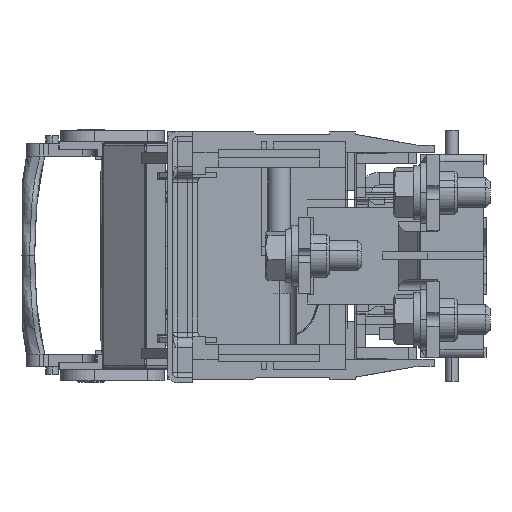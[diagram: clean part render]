
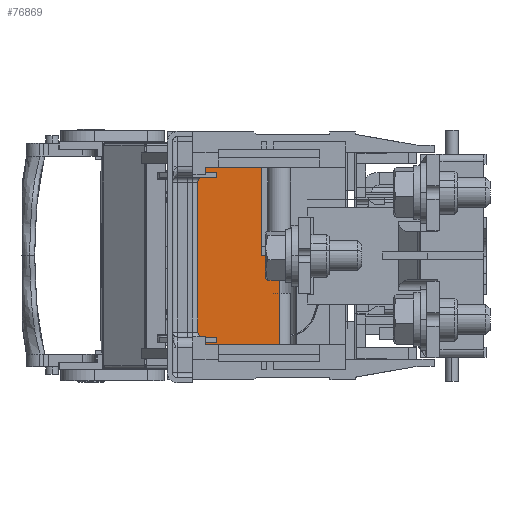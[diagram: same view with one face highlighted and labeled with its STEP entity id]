
A CAD part, left-side view. The second image highlights one B-rep face of the part: STEP entity #76869.
In plain terms, the highlighted planar face has unit normal (-1, 0, 0).
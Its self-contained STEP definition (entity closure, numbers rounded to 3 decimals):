
#10 = EDGE_CURVE ( 'NONE', #96631, #79847, #50192, .T. ) ;
#3732 = VERTEX_POINT ( 'NONE', #62740 ) ;
#5682 = CARTESIAN_POINT ( 'NONE',  ( 44.152, 94.55, -0.671 ) ) ;
#5717 = EDGE_CURVE ( 'NONE', #22247, #46756, #46065, .T. ) ;
#6099 = CARTESIAN_POINT ( 'NONE',  ( 44.152, 80.5, -4.671 ) ) ;
#6156 = ORIENTED_EDGE ( 'NONE', *, *, #51459, .F. ) ;
#6285 = DIRECTION ( 'NONE',  ( -1., 0., 0. ) ) ;
#8150 = EDGE_LOOP ( 'NONE', ( #63064, #30851, #66708, #27145, #33367, #79186, #6156, #21130, #23614, #27350, #54497, #60722, #78194, #38568 ) ) ;
#8492 = CARTESIAN_POINT ( 'NONE',  ( 44.152, 87.5, 81.329 ) ) ;
#9688 = VECTOR ( 'NONE', #10996, 1000. ) ;
#10996 = DIRECTION ( 'NONE',  ( 0., 0., -1. ) ) ;
#12068 = CARTESIAN_POINT ( 'NONE',  ( 44.152, 124.5, 81.329 ) ) ;
#12388 = DIRECTION ( 'NONE',  ( 0., -1., 0. ) ) ;
#15802 = CARTESIAN_POINT ( 'NONE',  ( 44.152, 87.5, 40.129 ) ) ;
#16813 = VERTEX_POINT ( 'NONE', #6099 ) ;
#17094 = EDGE_CURVE ( 'NONE', #22247, #64213, #30801, .T. ) ;
#17712 = CARTESIAN_POINT ( 'NONE',  ( 44.152, 54.5, -5.671 ) ) ;
#18158 = LINE ( 'NONE', #55407, #36742 ) ;
#18359 = VECTOR ( 'NONE', #38523, 1000. ) ;
#19269 = VECTOR ( 'NONE', #33358, 1000. ) ;
#20981 = CARTESIAN_POINT ( 'NONE',  ( 44.152, 91.8, -4.171 ) ) ;
#21130 = ORIENTED_EDGE ( 'NONE', *, *, #69655, .F. ) ;
#21661 = VERTEX_POINT ( 'NONE', #50329 ) ;
#22057 = CARTESIAN_POINT ( 'NONE',  ( 44.152, 124.436, -7.671 ) ) ;
#22247 = VERTEX_POINT ( 'NONE', #36787 ) ;
#22805 = CARTESIAN_POINT ( 'NONE',  ( 44.152, 124.5, -4.671 ) ) ;
#23614 = ORIENTED_EDGE ( 'NONE', *, *, #92479, .F. ) ;
#23699 = CARTESIAN_POINT ( 'NONE',  ( 44.152, 54.5, -0.671 ) ) ;
#25159 = VECTOR ( 'NONE', #46564, 1000. ) ;
#25416 = CARTESIAN_POINT ( 'NONE',  ( 44.152, 54.5, -0.671 ) ) ;
#25744 = CARTESIAN_POINT ( 'NONE',  ( 44.152, 94.55, -5.671 ) ) ;
#26256 = VERTEX_POINT ( 'NONE', #72166 ) ;
#27145 = ORIENTED_EDGE ( 'NONE', *, *, #17094, .T. ) ;
#27350 = ORIENTED_EDGE ( 'NONE', *, *, #83045, .T. ) ;
#28923 = DIRECTION ( 'NONE',  ( 0., 0., 1. ) ) ;
#29231 = VECTOR ( 'NONE', #12388, 1000. ) ;
#30801 = LINE ( 'NONE', #12068, #9688 ) ;
#30851 = ORIENTED_EDGE ( 'NONE', *, *, #91855, .F. ) ;
#32382 = DIRECTION ( 'NONE',  ( 0., 0., -1. ) ) ;
#33358 = DIRECTION ( 'NONE',  ( 0., 1., 0. ) ) ;
#33367 = ORIENTED_EDGE ( 'NONE', *, *, #79408, .T. ) ;
#36742 = VECTOR ( 'NONE', #63403, 1000. ) ;
#36787 = CARTESIAN_POINT ( 'NONE',  ( 44.152, 124.5, 81.329 ) ) ;
#37795 = PLANE ( 'NONE',  #98674 ) ;
#38523 = DIRECTION ( 'NONE',  ( 0., 0., 1. ) ) ;
#38568 = ORIENTED_EDGE ( 'NONE', *, *, #49918, .T. ) ;
#42728 = LINE ( 'NONE', #25416, #19269 ) ;
#43821 = LINE ( 'NONE', #59816, #78526 ) ;
#45923 = LINE ( 'NONE', #54182, #85631 ) ;
#46065 = LINE ( 'NONE', #82250, #85784 ) ;
#46455 = CARTESIAN_POINT ( 'NONE',  ( 44.152, 87.5, -8.673 ) ) ;
#46564 = DIRECTION ( 'NONE',  ( 0., -1., 0. ) ) ;
#46756 = VERTEX_POINT ( 'NONE', #77291 ) ;
#46885 = VECTOR ( 'NONE', #89085, 1000. ) ;
#47221 = VERTEX_POINT ( 'NONE', #52939 ) ;
#47275 = CARTESIAN_POINT ( 'NONE',  ( 44.152, 91.8, -0.671 ) ) ;
#49395 = LINE ( 'NONE', #20981, #89184 ) ;
#49918 = EDGE_CURVE ( 'NONE', #16813, #79847, #43821, .T. ) ;
#50192 = LINE ( 'NONE', #15802, #29231 ) ;
#50329 = CARTESIAN_POINT ( 'NONE',  ( 44.152, 124.436, -0.671 ) ) ;
#51459 = EDGE_CURVE ( 'NONE', #88974, #21661, #64668, .T. ) ;
#52255 = DIRECTION ( 'NONE',  ( 0., 0., 1. ) ) ;
#52939 = CARTESIAN_POINT ( 'NONE',  ( 44.152, 91.8, -5.671 ) ) ;
#53312 = CARTESIAN_POINT ( 'NONE',  ( 44.152, 54.5, -8.673 ) ) ;
#53876 = EDGE_CURVE ( 'NONE', #3732, #94693, #60392, .T. ) ;
#54182 = CARTESIAN_POINT ( 'NONE',  ( 44.152, 94.55, -4.171 ) ) ;
#54497 = ORIENTED_EDGE ( 'NONE', *, *, #100569, .F. ) ;
#55407 = CARTESIAN_POINT ( 'NONE',  ( 44.152, 87.5, -4.671 ) ) ;
#59816 = CARTESIAN_POINT ( 'NONE',  ( 44.152, 80.5, -8.673 ) ) ;
#60392 = LINE ( 'NONE', #46455, #18359 ) ;
#60722 = ORIENTED_EDGE ( 'NONE', *, *, #53876, .F. ) ;
#61598 = DIRECTION ( 'NONE',  ( 0., -1., 0. ) ) ;
#62740 = CARTESIAN_POINT ( 'NONE',  ( 44.152, 87.5, -4.671 ) ) ;
#63064 = ORIENTED_EDGE ( 'NONE', *, *, #10, .F. ) ;
#63403 = DIRECTION ( 'NONE',  ( 0., -1., 0. ) ) ;
#63677 = VECTOR ( 'NONE', #85416, 1000. ) ;
#64213 = VERTEX_POINT ( 'NONE', #22805 ) ;
#64668 = LINE ( 'NONE', #23699, #83300 ) ;
#66708 = ORIENTED_EDGE ( 'NONE', *, *, #5717, .F. ) ;
#66813 = VECTOR ( 'NONE', #32382, 1000. ) ;
#67173 = LINE ( 'NONE', #86108, #25159 ) ;
#69655 = EDGE_CURVE ( 'NONE', #98692, #88974, #45923, .T. ) ;
#71723 = EDGE_CURVE ( 'NONE', #3732, #16813, #67173, .T. ) ;
#72166 = CARTESIAN_POINT ( 'NONE',  ( 44.152, 124.436, -4.671 ) ) ;
#72851 = LINE ( 'NONE', #17712, #46885 ) ;
#76869 = ADVANCED_FACE ( 'NONE', ( #82009 ), #37795, .T. ) ;
#77291 = CARTESIAN_POINT ( 'NONE',  ( 44.152, 87.5, 81.329 ) ) ;
#78194 = ORIENTED_EDGE ( 'NONE', *, *, #71723, .T. ) ;
#78526 = VECTOR ( 'NONE', #52255, 1000. ) ;
#78594 = DIRECTION ( 'NONE',  ( 0., -1., 0. ) ) ;
#79186 = ORIENTED_EDGE ( 'NONE', *, *, #101009, .F. ) ;
#79408 = EDGE_CURVE ( 'NONE', #64213, #26256, #18158, .T. ) ;
#79513 = CARTESIAN_POINT ( 'NONE',  ( 44.152, 87.5, -0.671 ) ) ;
#79847 = VERTEX_POINT ( 'NONE', #86398 ) ;
#82009 = FACE_OUTER_BOUND ( 'NONE', #8150, .T. ) ;
#82250 = CARTESIAN_POINT ( 'NONE',  ( 44.152, 87.5, 81.329 ) ) ;
#83045 = EDGE_CURVE ( 'NONE', #47221, #91750, #49395, .T. ) ;
#83300 = VECTOR ( 'NONE', #87063, 1000. ) ;
#84819 = LINE ( 'NONE', #22057, #63677 ) ;
#85416 = DIRECTION ( 'NONE',  ( 0., 0., -1. ) ) ;
#85631 = VECTOR ( 'NONE', #86152, 1000. ) ;
#85784 = VECTOR ( 'NONE', #78594, 1000. ) ;
#86108 = CARTESIAN_POINT ( 'NONE',  ( 44.152, 54.5, -4.671 ) ) ;
#86152 = DIRECTION ( 'NONE',  ( 0., 0., 1. ) ) ;
#86398 = CARTESIAN_POINT ( 'NONE',  ( 44.152, 80.5, 40.129 ) ) ;
#86587 = CARTESIAN_POINT ( 'NONE',  ( 44.152, 87.5, 40.129 ) ) ;
#87063 = DIRECTION ( 'NONE',  ( 0., 1., 0. ) ) ;
#88002 = LINE ( 'NONE', #8492, #66813 ) ;
#88974 = VERTEX_POINT ( 'NONE', #5682 ) ;
#89085 = DIRECTION ( 'NONE',  ( 0., 1., 0. ) ) ;
#89184 = VECTOR ( 'NONE', #28923, 1000. ) ;
#91750 = VERTEX_POINT ( 'NONE', #47275 ) ;
#91855 = EDGE_CURVE ( 'NONE', #46756, #96631, #88002, .T. ) ;
#92479 = EDGE_CURVE ( 'NONE', #47221, #98692, #72851, .T. ) ;
#94693 = VERTEX_POINT ( 'NONE', #79513 ) ;
#96631 = VERTEX_POINT ( 'NONE', #86587 ) ;
#98674 = AXIS2_PLACEMENT_3D ( 'NONE', #53312, #6285, #61598 ) ;
#98692 = VERTEX_POINT ( 'NONE', #25744 ) ;
#100569 = EDGE_CURVE ( 'NONE', #94693, #91750, #42728, .T. ) ;
#101009 = EDGE_CURVE ( 'NONE', #21661, #26256, #84819, .T. ) ;
